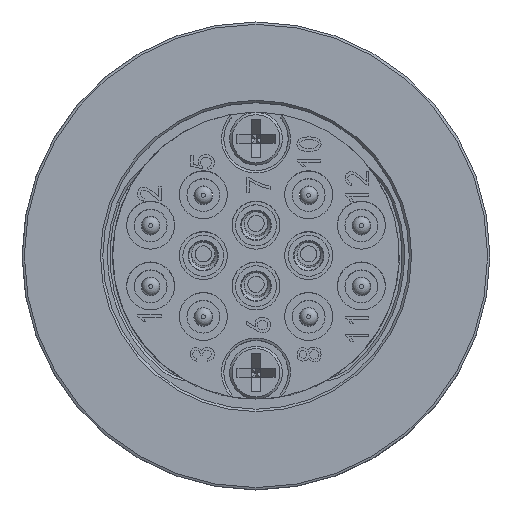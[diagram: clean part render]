
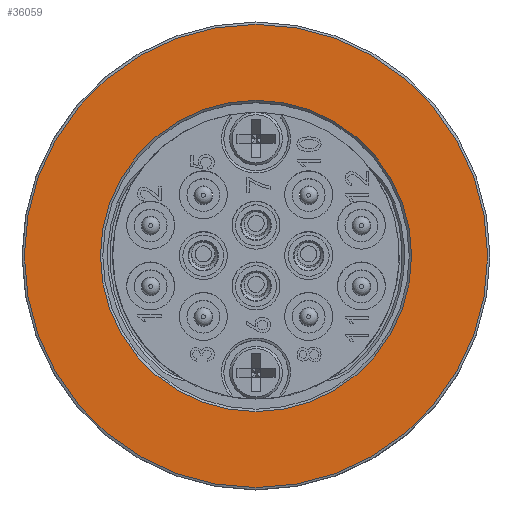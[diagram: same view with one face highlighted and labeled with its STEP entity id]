
A CAD part, top view. The second image highlights one B-rep face of the part: STEP entity #36059.
In plain terms, the highlighted planar face has unit normal (0, 0, 1).
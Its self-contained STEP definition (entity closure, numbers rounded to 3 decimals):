
#3165 = CARTESIAN_POINT ( 'NONE',  ( -19.8, 0., 0. ) ) ;
#4800 = DIRECTION ( 'NONE',  ( 0., 0., -1. ) ) ;
#5455 = CARTESIAN_POINT ( 'NONE',  ( -13.3, 0., 0. ) ) ;
#5493 = ORIENTED_EDGE ( 'NONE', *, *, #51222, .T. ) ;
#8479 = CIRCLE ( 'NONE', #39843, 13.3 ) ;
#9541 = DIRECTION ( 'NONE',  ( -1., 0., 0. ) ) ;
#10949 = EDGE_LOOP ( 'NONE', ( #50485 ) ) ;
#14066 = CIRCLE ( 'NONE', #45353, 19.8 ) ;
#16317 = EDGE_CURVE ( 'NONE', #34330, #34330, #8479, .T. ) ;
#16389 = EDGE_LOOP ( 'NONE', ( #5493 ) ) ;
#20271 = PLANE ( 'NONE',  #52057 ) ;
#20832 = CARTESIAN_POINT ( 'NONE',  ( 0., 0., 0. ) ) ;
#21882 = CARTESIAN_POINT ( 'NONE',  ( 0., 0., 0. ) ) ;
#29207 = DIRECTION ( 'NONE',  ( 0., 0., 1. ) ) ;
#33727 = FACE_OUTER_BOUND ( 'NONE', #16389, .T. ) ;
#34330 = VERTEX_POINT ( 'NONE', #5455 ) ;
#36059 = ADVANCED_FACE ( 'NONE', ( #33727, #50804 ), #20271, .F. ) ;
#37930 = DIRECTION ( 'NONE',  ( 0., 0., -1. ) ) ;
#39843 = AXIS2_PLACEMENT_3D ( 'NONE', #21882, #4800, #9541 ) ;
#45177 = DIRECTION ( 'NONE',  ( -1., 0., 0. ) ) ;
#45204 = DIRECTION ( 'NONE',  ( -1., 0., 0. ) ) ;
#45353 = AXIS2_PLACEMENT_3D ( 'NONE', #49387, #29207, #45177 ) ;
#45973 = VERTEX_POINT ( 'NONE', #3165 ) ;
#49387 = CARTESIAN_POINT ( 'NONE',  ( 0., 0., 0. ) ) ;
#50485 = ORIENTED_EDGE ( 'NONE', *, *, #16317, .T. ) ;
#50804 = FACE_BOUND ( 'NONE', #10949, .T. ) ;
#51222 = EDGE_CURVE ( 'NONE', #45973, #45973, #14066, .T. ) ;
#52057 = AXIS2_PLACEMENT_3D ( 'NONE', #20832, #37930, #45204 ) ;
